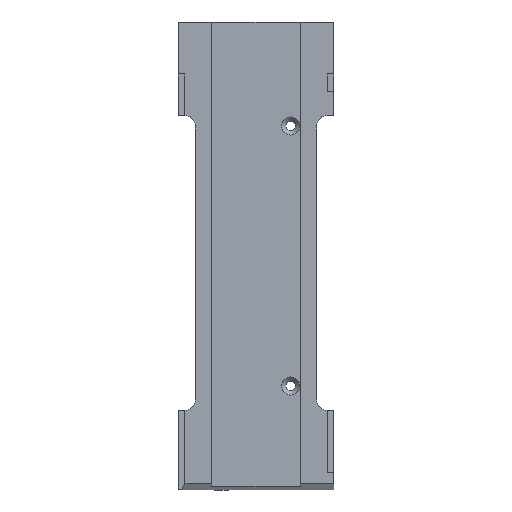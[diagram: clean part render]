
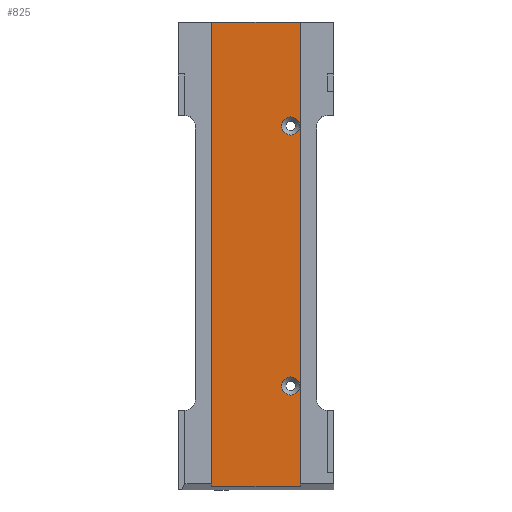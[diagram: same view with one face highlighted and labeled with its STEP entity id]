
A CAD part, top view. The second image highlights one B-rep face of the part: STEP entity #825.
In plain terms, the highlighted planar face has unit normal (0, 0, 1).
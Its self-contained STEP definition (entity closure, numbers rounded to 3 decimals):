
#30=CIRCLE('',#885,5.25);
#31=CIRCLE('',#886,5.25);
#121=ORIENTED_EDGE('',*,*,#338,.T.);
#122=ORIENTED_EDGE('',*,*,#339,.T.);
#123=ORIENTED_EDGE('',*,*,#340,.T.);
#124=ORIENTED_EDGE('',*,*,#341,.T.);
#125=ORIENTED_EDGE('',*,*,#336,.F.);
#126=ORIENTED_EDGE('',*,*,#281,.T.);
#281=EDGE_CURVE('',#398,#397,#475,.T.);
#336=EDGE_CURVE('',#398,#441,#528,.T.);
#338=EDGE_CURVE('',#442,#442,#30,.T.);
#339=EDGE_CURVE('',#443,#443,#31,.T.);
#340=EDGE_CURVE('',#397,#444,#530,.T.);
#341=EDGE_CURVE('',#444,#441,#531,.T.);
#397=VERTEX_POINT('',#1164);
#398=VERTEX_POINT('',#1166);
#441=VERTEX_POINT('',#1275);
#442=VERTEX_POINT('',#1279);
#443=VERTEX_POINT('',#1281);
#444=VERTEX_POINT('',#1283);
#475=LINE('',#1165,#577);
#528=LINE('',#1274,#630);
#530=LINE('',#1282,#632);
#531=LINE('',#1284,#633);
#577=VECTOR('',#940,1000.);
#630=VECTOR('',#1019,1000.);
#632=VECTOR('',#1027,1000.);
#633=VECTOR('',#1028,1000.);
#685=EDGE_LOOP('',(#121));
#686=EDGE_LOOP('',(#122));
#687=EDGE_LOOP('',(#123,#124,#125,#126));
#737=FACE_BOUND('',#685,.T.);
#738=FACE_BOUND('',#686,.T.);
#739=FACE_BOUND('',#687,.T.);
#789=PLANE('',#884);
#825=ADVANCED_FACE('',(#737,#738,#739),#789,.T.);
#884=AXIS2_PLACEMENT_3D('',#1277,#1021,#1022);
#885=AXIS2_PLACEMENT_3D('',#1278,#1023,#1024);
#886=AXIS2_PLACEMENT_3D('',#1280,#1025,#1026);
#940=DIRECTION('',(-1.,0.,0.));
#1019=DIRECTION('',(0.,-1.,0.));
#1021=DIRECTION('',(0.,0.,1.));
#1022=DIRECTION('',(1.,0.,0.));
#1023=DIRECTION('',(0.,0.,-1.));
#1024=DIRECTION('',(0.,1.,0.));
#1025=DIRECTION('',(0.,0.,-1.));
#1026=DIRECTION('',(0.,1.,0.));
#1027=DIRECTION('',(0.,-1.,0.));
#1028=DIRECTION('',(1.,0.,0.));
#1164=CARTESIAN_POINT('',(-25.5,270.,9.5));
#1165=CARTESIAN_POINT('',(25.5,270.,9.5));
#1166=CARTESIAN_POINT('',(25.5,270.,9.5));
#1274=CARTESIAN_POINT('',(25.5,270.,9.5));
#1275=CARTESIAN_POINT('',(25.5,2.078,9.5));
#1277=CARTESIAN_POINT('',(25.5,270.,9.5));
#1278=CARTESIAN_POINT('',(20.,210.,9.5));
#1279=CARTESIAN_POINT('',(20.,215.25,9.5));
#1280=CARTESIAN_POINT('',(20.,60.,9.5));
#1281=CARTESIAN_POINT('',(20.,65.25,9.5));
#1282=CARTESIAN_POINT('',(-25.5,270.,9.5));
#1283=CARTESIAN_POINT('',(-25.5,2.078,9.5));
#1284=CARTESIAN_POINT('',(25.5,2.078,9.5));
